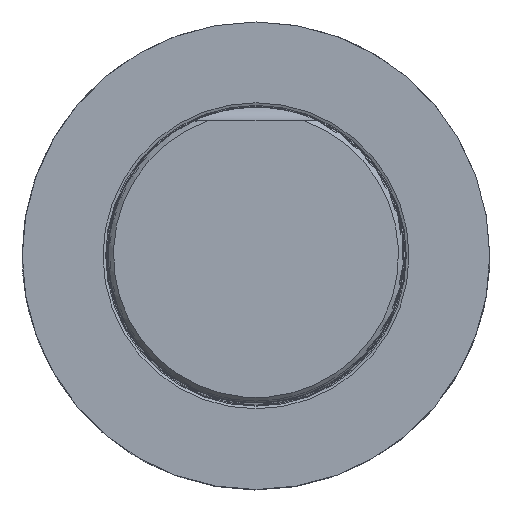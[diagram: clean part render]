
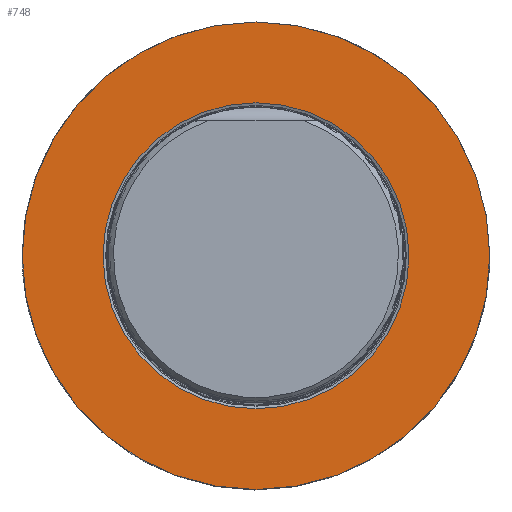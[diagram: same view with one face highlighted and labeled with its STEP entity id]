
A CAD part, top view. The second image highlights one B-rep face of the part: STEP entity #748.
In plain terms, the highlighted face is planar.
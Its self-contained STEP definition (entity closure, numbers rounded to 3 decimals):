
#218=FACE_BOUND('',#1745,.T.);
#219=FACE_BOUND('',#1746,.T.);
#748=ADVANCED_FACE('TB_IB_SU_5',(#218,#219),#1161,.T.);
#1161=PLANE('',#7433);
#1745=EDGE_LOOP('',(#3627));
#1746=EDGE_LOOP('',(#3628));
#3627=ORIENTED_EDGE('',*,*,#6265,.T.);
#3628=ORIENTED_EDGE('',*,*,#6274,.T.);
#5577=VERTEX_POINT('',#14392);
#5584=VERTEX_POINT('',#14472);
#6265=EDGE_CURVE('',#5577,#5577,#7162,.T.);
#6274=EDGE_CURVE('',#5584,#5584,#7163,.T.);
#7162=CIRCLE('',#7428,40.);
#7163=CIRCLE('',#7432,26.175);
#7428=AXIS2_PLACEMENT_3D('',#14391,#8261,#8262);
#7432=AXIS2_PLACEMENT_3D('',#14471,#8269,#8270);
#7433=AXIS2_PLACEMENT_3D('',#14473,#8271,#8272);
#8261=DIRECTION('',(0.,1.,0.));
#8262=DIRECTION('',(0.,0.,1.));
#8269=DIRECTION('',(0.,-1.,0.));
#8270=DIRECTION('',(0.,0.,1.));
#8271=DIRECTION('',(0.,1.,0.));
#8272=DIRECTION('',(0.,0.,1.));
#14391=CARTESIAN_POINT('',(0.,0.,0.));
#14392=CARTESIAN_POINT('',(0.,0.,40.));
#14471=CARTESIAN_POINT('',(0.,0.,0.));
#14472=CARTESIAN_POINT('',(0.,0.,26.175));
#14473=CARTESIAN_POINT('',(0.,0.,0.));
